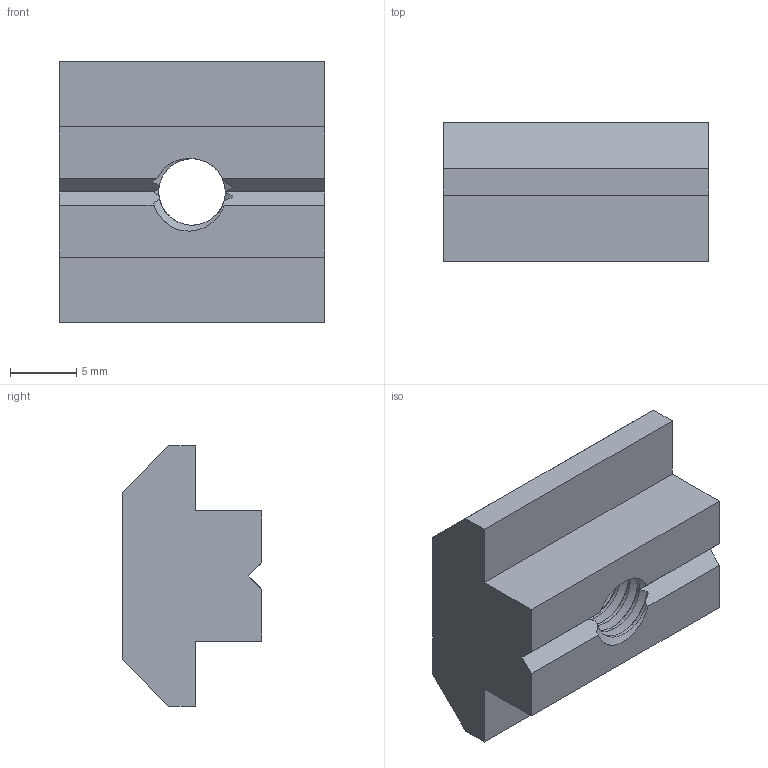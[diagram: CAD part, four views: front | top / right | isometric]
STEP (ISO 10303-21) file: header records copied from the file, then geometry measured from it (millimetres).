
FILE_DESCRIPTION (( 'STEP AP203' ), '1' );
FILE_NAME ('AL-2A01.A31A.01 Ñóõàðü ïàçîâûé ïàç 10, 20 ìì, Ì6.STEP', '2024-07-16T06:47:19', ( '' ), ( '' ), 'SwSTEP 2.0', 'SolidWorks 2021', '' );
FILE_SCHEMA (( 'CONFIG_CONTROL_DESIGN' ));
Length unit declared in the file: millimetre
Products named in the file (1): AL-2A01.A31A.01 Ñóõàðü ïàçîâûé ïàç 10, 20 ìì, Ì6
Bounding box: 20 x 10.5 x 19.6 mm (x, y, z)
Volume: 2627.8 mm3; surface area: 1666 mm2
Topology: 1 solids, 1 shells, 49 faces, 141 edges, 93 vertices
Faces by surface type: cylinder 23, plane 17, bspline 9
Entity records: 5900 total; most frequent: CARTESIAN_POINT 4775, ORIENTED_EDGE 282, DIRECTION 148, EDGE_CURVE 141, VERTEX_POINT 93, LINE 62, VECTOR 62, EDGE_LOOP 50
